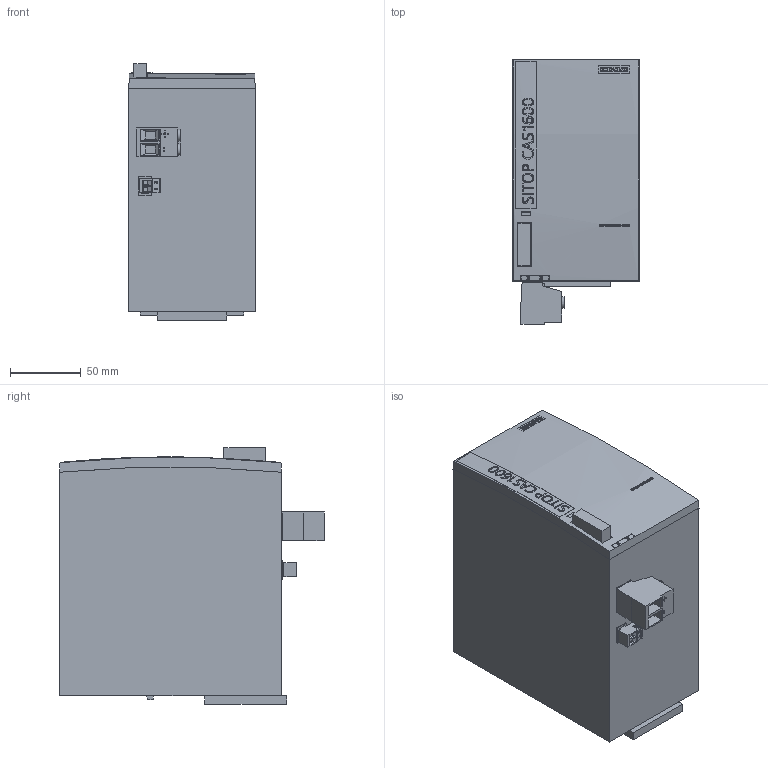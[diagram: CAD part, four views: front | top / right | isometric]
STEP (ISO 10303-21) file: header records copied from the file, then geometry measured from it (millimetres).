
FILE_DESCRIPTION(/* description */ (''),/* implementation_level */ '2;1');
FILE_NAME(/* name */ '6EP4134-0HA00-0AY0_3d.stp',/* time_stamp */ '2025-07-24T11:37:16+02:00',/* author */ (''),/* organization */ (''),/* preprocessor_version */ 'ST-DEVELOPER v20',/* originating_system */ 'SIEMENS PLM Software NX2406.3002',/* authorisation */ '');
FILE_SCHEMA (('AUTOMOTIVE_DESIGN { 1 0 10303 214 3 1 1 1 }'));
Products named in the file (1): A5E54401789T_RS-AA_002_1-6EP4134-0HA00-0AY0-low
Bounding box: 89.05 x 186.58 x 181.09 mm (x, y, z)
Volume: 2353181.8 mm3; surface area: 165986.2 mm2
Topology: 10 solids, 11 shells, 1053 faces, 2782 edges, 1851 vertices
Faces by surface type: plane 608, cylinder 293, extrusion 81, cone 52, bspline 19
Full cylindrical faces by diameter (mm): 0.6 x1, 1.4 x2, 2.8 x1, 3.783 x2, 4 x2, 6.3 x2, 8.3 x2
Entity records: 54212 total; most frequent: CARTESIAN_POINT 24919, ORIENTED_EDGE 5520, DIRECTION 4275, EDGE_CURVE 2760, VERTEX_POINT 1844, AXIS2_PLACEMENT_3D 1478, VECTOR 1319, LINE 1238
